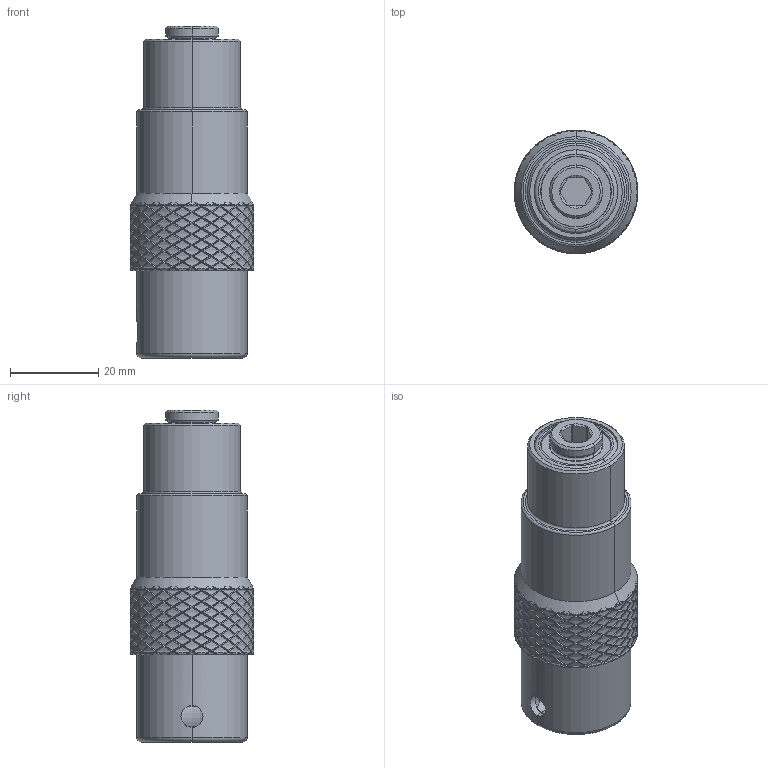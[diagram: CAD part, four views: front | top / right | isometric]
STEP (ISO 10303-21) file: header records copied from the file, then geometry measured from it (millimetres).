
FILE_DESCRIPTION((''),'2;1');
FILE_NAME('4027123651_ASM','2023-08-30T12:23:39',('a00565553'),(''),'CREO PARAMETRIC BY PTC INC, 2022414','CREO PARAMETRIC BY PTC INC, 2022414','');
FILE_SCHEMA(('CONFIG_CONTROL_DESIGN','GEOMETRIC_VALIDATION_PROPERTIES_MIM'));
Products named in the file (1): 4027123651_ASM
Bounding box: 28 x 28 x 75.3 mm (x, y, z)
Surface area: 16358.1 mm2 (no closed solid volume)
Topology: 0 solids, 8 shells, 1526 faces, 3341 edges, 1816 vertices
Faces by surface type: bspline 1048, cylinder 342, torus 65, plane 48, cone 23
Entity records: 80346 total; most frequent: CARTESIAN_POINT 44701, ORIENTED_EDGE 6602, EDGE_CURVE 3341, B_SPLINE_CURVE_WITH_KNOTS 2385, DIRECTION 2235, VERTEX_POINT 1816, EDGE_LOOP 1542, FACE_OUTER_BOUND 1526
